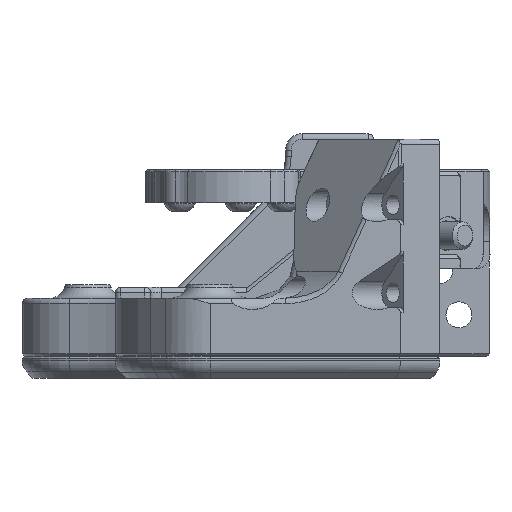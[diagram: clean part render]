
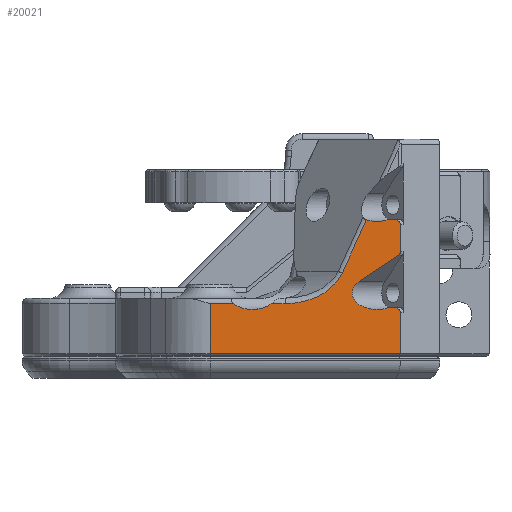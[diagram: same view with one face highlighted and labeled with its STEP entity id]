
A CAD part, left-side view. The second image highlights one B-rep face of the part: STEP entity #20021.
In plain terms, the highlighted face is planar.
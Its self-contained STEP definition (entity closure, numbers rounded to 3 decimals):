
#1031=ELLIPSE('',#21468,4.531,3.);
#1032=ELLIPSE('',#21472,10.941,8.2);
#1033=ELLIPSE('',#21476,4.531,3.);
#1034=ELLIPSE('',#21480,4.531,3.);
#1035=ELLIPSE('',#21482,1.51,1.);
#1036=ELLIPSE('',#21488,1.51,1.);
#1037=ELLIPSE('',#21490,1.51,1.);
#2513=FACE_OUTER_BOUND('',#3750,.T.);
#3750=EDGE_LOOP('',(#13778,#13779,#13780,#13781,#13782,#13783,#13784,#13785,
#13786,#13787,#13788,#13789,#13790,#13791,#13792));
#5101=LINE('',#29148,#6776);
#5182=LINE('',#29441,#6857);
#5185=LINE('',#29497,#6860);
#5186=LINE('',#29539,#6861);
#5189=LINE('',#29551,#6864);
#5209=LINE('',#29622,#6884);
#5210=LINE('',#29625,#6885);
#5211=LINE('',#29626,#6886);
#6776=VECTOR('',#23457,10.);
#6857=VECTOR('',#23698,10.);
#6860=VECTOR('',#23707,10.);
#6861=VECTOR('',#23716,10.);
#6864=VECTOR('',#23727,10.);
#6884=VECTOR('',#23817,10.);
#6885=VECTOR('',#23822,10.);
#6886=VECTOR('',#23823,10.);
#8457=VERTEX_POINT('',#29114);
#8467=VERTEX_POINT('',#29147);
#8545=VERTEX_POINT('',#29431);
#8546=VERTEX_POINT('',#29440);
#8549=VERTEX_POINT('',#29469);
#8550=VERTEX_POINT('',#29496);
#8551=VERTEX_POINT('',#29524);
#8552=VERTEX_POINT('',#29528);
#8553=VERTEX_POINT('',#29541);
#8556=VERTEX_POINT('',#29548);
#8557=VERTEX_POINT('',#29550);
#8559=VERTEX_POINT('',#29556);
#8561=VERTEX_POINT('',#29562);
#8565=VERTEX_POINT('',#29574);
#8566=VERTEX_POINT('',#29578);
#10393=EDGE_CURVE('',#8457,#8467,#5101,.T.);
#10514=EDGE_CURVE('',#8546,#8545,#5182,.T.);
#10519=EDGE_CURVE('',#8546,#8549,#1031,.T.);
#10522=EDGE_CURVE('',#8550,#8549,#5185,.T.);
#10525=EDGE_CURVE('',#8551,#8550,#1032,.T.);
#10527=EDGE_CURVE('',#8552,#8551,#5186,.T.);
#10530=EDGE_CURVE('',#8552,#8553,#1033,.T.);
#10532=EDGE_CURVE('',#8556,#8557,#5189,.T.);
#10537=EDGE_CURVE('',#8557,#8559,#1034,.T.);
#10538=EDGE_CURVE('',#8561,#8559,#1035,.T.);
#10544=EDGE_CURVE('',#8556,#8565,#1036,.T.);
#10546=EDGE_CURVE('',#8566,#8553,#1037,.T.);
#10567=EDGE_CURVE('',#8467,#8545,#5209,.T.);
#10569=EDGE_CURVE('',#8457,#8561,#5210,.T.);
#10570=EDGE_CURVE('',#8565,#8566,#5211,.T.);
#13778=ORIENTED_EDGE('',*,*,#10393,.F.);
#13779=ORIENTED_EDGE('',*,*,#10569,.T.);
#13780=ORIENTED_EDGE('',*,*,#10538,.T.);
#13781=ORIENTED_EDGE('',*,*,#10537,.F.);
#13782=ORIENTED_EDGE('',*,*,#10532,.F.);
#13783=ORIENTED_EDGE('',*,*,#10544,.T.);
#13784=ORIENTED_EDGE('',*,*,#10570,.T.);
#13785=ORIENTED_EDGE('',*,*,#10546,.T.);
#13786=ORIENTED_EDGE('',*,*,#10530,.F.);
#13787=ORIENTED_EDGE('',*,*,#10527,.T.);
#13788=ORIENTED_EDGE('',*,*,#10525,.T.);
#13789=ORIENTED_EDGE('',*,*,#10522,.T.);
#13790=ORIENTED_EDGE('',*,*,#10519,.F.);
#13791=ORIENTED_EDGE('',*,*,#10514,.T.);
#13792=ORIENTED_EDGE('',*,*,#10567,.F.);
#19482=PLANE('',#21514);
#20021=ADVANCED_FACE('',(#2513),#19482,.F.);
#21468=AXIS2_PLACEMENT_3D('',#29470,#23703,#23704);
#21472=AXIS2_PLACEMENT_3D('',#29526,#23712,#23713);
#21476=AXIS2_PLACEMENT_3D('',#29545,#23722,#23723);
#21480=AXIS2_PLACEMENT_3D('',#29560,#23735,#23736);
#21482=AXIS2_PLACEMENT_3D('',#29563,#23739,#23740);
#21488=AXIS2_PLACEMENT_3D('',#29575,#23753,#23754);
#21490=AXIS2_PLACEMENT_3D('',#29579,#23758,#23759);
#21514=AXIS2_PLACEMENT_3D('',#29624,#23820,#23821);
#23457=DIRECTION('',(-0.662,0.749,0.));
#23698=DIRECTION('',(-0.662,0.749,0.));
#23703=DIRECTION('center_axis',(0.749,0.662,0.));
#23704=DIRECTION('ref_axis',(0.662,-0.749,0.));
#23707=DIRECTION('',(-0.662,0.749,0.));
#23712=DIRECTION('center_axis',(-0.749,-0.662,0.));
#23713=DIRECTION('ref_axis',(0.662,-0.749,0.));
#23716=DIRECTION('',(-0.275,0.311,0.91));
#23722=DIRECTION('center_axis',(0.749,0.662,0.));
#23723=DIRECTION('ref_axis',(0.662,-0.749,0.));
#23727=DIRECTION('',(-0.552,0.625,0.552));
#23735=DIRECTION('center_axis',(0.749,0.662,0.));
#23736=DIRECTION('ref_axis',(0.662,-0.749,0.));
#23739=DIRECTION('center_axis',(0.749,0.662,0.));
#23740=DIRECTION('ref_axis',(0.662,-0.749,0.));
#23753=DIRECTION('center_axis',(0.749,0.662,0.));
#23754=DIRECTION('ref_axis',(0.662,-0.749,0.));
#23758=DIRECTION('center_axis',(0.749,0.662,0.));
#23759=DIRECTION('ref_axis',(0.662,-0.749,0.));
#23817=DIRECTION('',(0.,0.,-1.));
#23820=DIRECTION('center_axis',(-0.749,-0.662,0.));
#23821=DIRECTION('ref_axis',(-0.662,0.749,0.));
#23822=DIRECTION('',(0.,0.,-1.));
#23823=DIRECTION('',(0.,0.,-1.));
#29114=CARTESIAN_POINT('',(400.3,29.7,198.985));
#29147=CARTESIAN_POINT('',(377.432,55.586,198.985));
#29148=CARTESIAN_POINT('',(392.929,38.043,198.985));
#29431=CARTESIAN_POINT('',(377.432,55.586,189.885));
#29440=CARTESIAN_POINT('',(380.22,52.43,189.885));
#29441=CARTESIAN_POINT('',(389.612,41.799,189.885));
#29469=CARTESIAN_POINT('',(384.78,47.268,189.885));
#29470=CARTESIAN_POINT('Origin',(382.5,49.849,187.935));
#29496=CARTESIAN_POINT('',(386.443,45.386,189.885));
#29497=CARTESIAN_POINT('',(389.612,41.799,189.885));
#29524=CARTESIAN_POINT('',(393.298,37.626,184.336));
#29526=CARTESIAN_POINT('Origin',(386.443,45.386,181.685));
#29528=CARTESIAN_POINT('',(396.222,34.316,174.649));
#29539=CARTESIAN_POINT('',(391.989,39.108,188.673));
#29541=CARTESIAN_POINT('',(398.85,31.341,174.614));
#29545=CARTESIAN_POINT('Origin',(397.5,32.87,171.935));
#29548=CARTESIAN_POINT('',(400.007,30.032,181.185));
#29550=CARTESIAN_POINT('',(395.379,35.271,185.814));
#29551=CARTESIAN_POINT('',(396.027,34.537,185.165));
#29556=CARTESIAN_POINT('',(398.85,31.341,190.614));
#29560=CARTESIAN_POINT('Origin',(397.5,32.87,187.935));
#29562=CARTESIAN_POINT('',(400.3,29.7,191.507));
#29563=CARTESIAN_POINT('Origin',(399.3,30.832,191.507));
#29574=CARTESIAN_POINT('',(400.3,29.7,180.478));
#29575=CARTESIAN_POINT('Origin',(399.3,30.832,180.478));
#29578=CARTESIAN_POINT('',(400.3,29.7,175.507));
#29579=CARTESIAN_POINT('Origin',(399.3,30.832,175.507));
#29622=CARTESIAN_POINT('',(377.432,55.586,199.885));
#29624=CARTESIAN_POINT('Origin',(400.3,29.7,199.885));
#29625=CARTESIAN_POINT('',(400.3,29.7,199.885));
#29626=CARTESIAN_POINT('',(400.3,29.7,199.885));
